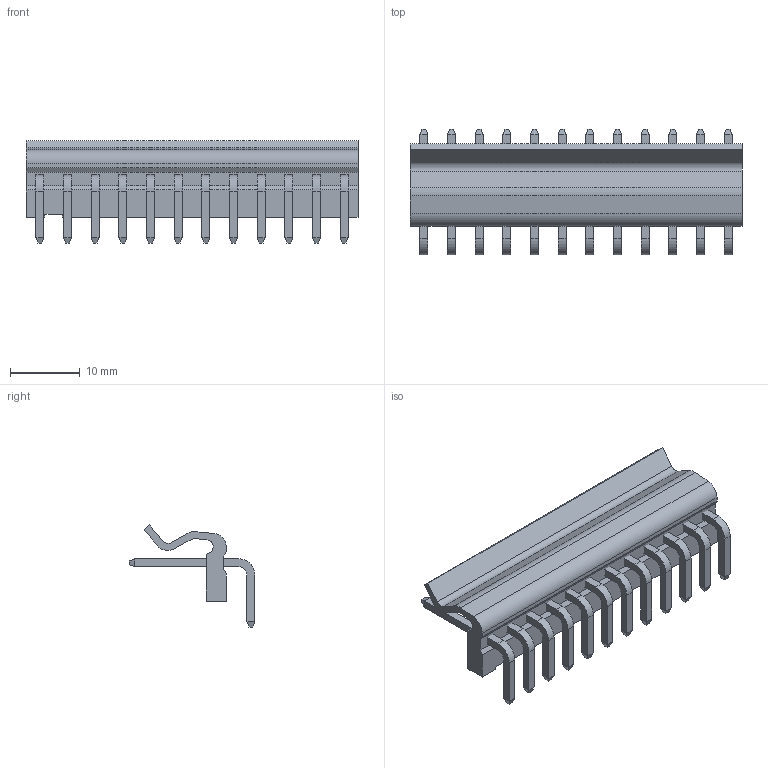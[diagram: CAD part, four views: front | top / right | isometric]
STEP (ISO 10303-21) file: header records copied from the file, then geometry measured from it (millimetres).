
FILE_DESCRIPTION(('STEP AP214'), '1');
FILE_NAME('DS1072-2MRT6', '2018-05-08T21:17:47', ('Nobody'), (''), 'ASCON STEP Converter 1.3', 'ASCON Math Kernel', '');
FILE_SCHEMA(('AUTOMOTIVE_DESIGN { 1 0 10303 214 3 1 1}'));
Length unit declared in the file: millimetre
Assembly tree (13 placements, depth 2):
  (unnamed)
    (unnamed)
    (unnamed)  x12
Bounding box: 47.52 x 17.99 x 14.62 mm (x, y, z)
Volume: 2048.2 mm3; surface area: 3666.6 mm2
Topology: 13 solids, 13 shells, 243 faces, 555 edges, 338 vertices
Faces by surface type: plane 213, cylinder 30
Entity records: 2128 total; most frequent: DIRECTION 249, CARTESIAN_POINT 248, ORIENTED_EDGE 230, EDGE_CURVE 115, LINE 99, VECTOR 99, AXIS2_PLACEMENT_3D 75, VERTEX_POINT 74
